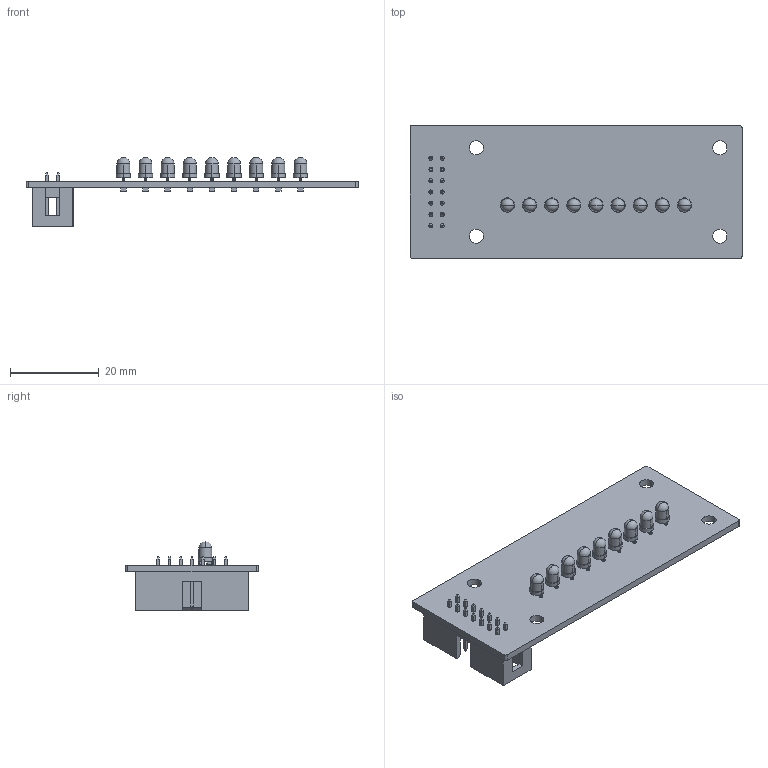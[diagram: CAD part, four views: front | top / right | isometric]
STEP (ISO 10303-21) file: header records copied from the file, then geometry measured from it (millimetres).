
FILE_DESCRIPTION(/* description */ ('Alibre Inc.'),/* implementation_level */ '2;1');
FILE_NAME(/* name */ 'export-8E1DE8A3-291D-4C9A-8EBB-E463AB582D83',/* time_stamp */ '2024-08-27T16:47:09+02:00',/* author */ (''),/* organization */ (''),/* preprocessor_version */ 'ST-DEVELOPER v17',/* originating_system */ 'Alibre',/* authorisation */ '');
FILE_SCHEMA (('AUTOMOTIVE_DESIGN'));
Length unit declared in the file: millimetre
Products named in the file (8): Board; LED3MM; 6120xx21621_PIN; 61201421621; ML14; R0805; Packages; 530TESTLED-V2
Bounding box: 75 x 30 x 15.57 mm (x, y, z)
Volume: 4727.6 mm3; surface area: 7427 mm2
Topology: 34 solids, 34 shells, 1416 faces, 3520 edges, 2183 vertices
Faces by surface type: plane 641, cylinder 595, sphere 126, torus 54
Entity records: 11327 total; most frequent: ORIENTED_EDGE 1924, CARTESIAN_POINT 1905, DIRECTION 1745, EDGE_CURVE 962, AXIS2_PLACEMENT_3D 656, VECTOR 642, LINE 642, VERTEX_POINT 607
